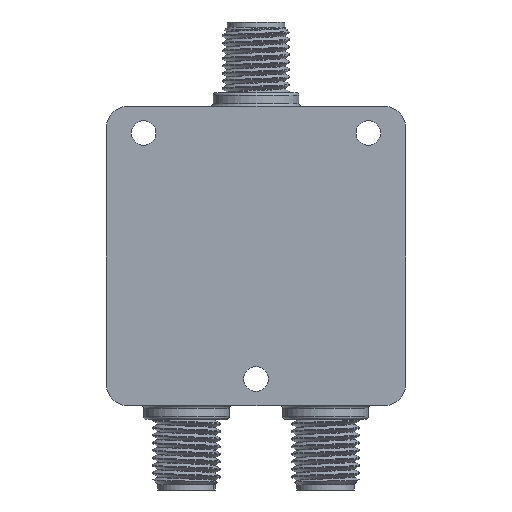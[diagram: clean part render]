
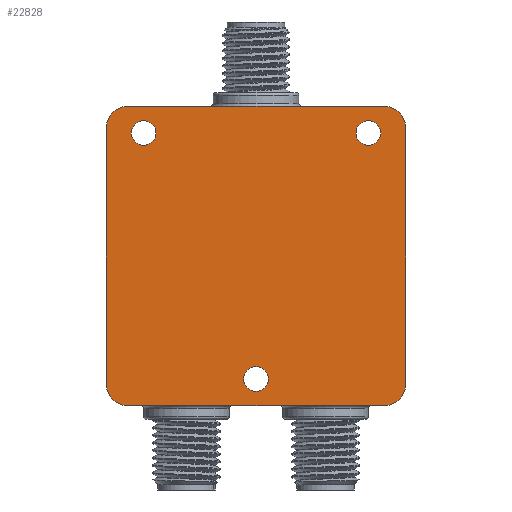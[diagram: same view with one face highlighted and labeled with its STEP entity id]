
A CAD part, front view. The second image highlights one B-rep face of the part: STEP entity #22828.
In plain terms, the highlighted planar face has unit normal (0, -1, 0).
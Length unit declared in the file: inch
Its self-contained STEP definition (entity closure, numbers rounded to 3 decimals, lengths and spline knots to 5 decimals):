
#188 = CARTESIAN_POINT ( 'NONE',  ( 0., -0.19685, -0.40776 ) ) ;
#364 = LINE ( 'NONE', #9261, #11462 ) ;
#800 = CIRCLE ( 'NONE', #4063, 0.045 ) ;
#913 = PLANE ( 'NONE',  #2599 ) ;
#989 = VERTEX_POINT ( 'NONE', #22216 ) ;
#1184 = AXIS2_PLACEMENT_3D ( 'NONE', #11254, #13137, #2326 ) ;
#1420 = CARTESIAN_POINT ( 'NONE',  ( 0.41339, -0.19685, 0.49776 ) ) ;
#1437 = CARTESIAN_POINT ( 'NONE',  ( 0., -0.19685, -0.45276 ) ) ;
#1540 = ORIENTED_EDGE ( 'NONE', *, *, #2307, .T. ) ;
#1858 = DIRECTION ( 'NONE',  ( 0., 1., 0. ) ) ;
#2089 = EDGE_CURVE ( 'NONE', #5555, #3833, #23386, .T. ) ;
#2307 = EDGE_CURVE ( 'NONE', #21472, #15464, #8909, .T. ) ;
#2326 = DIRECTION ( 'NONE',  ( 0., 0., -1. ) ) ;
#2342 = ORIENTED_EDGE ( 'NONE', *, *, #17052, .T. ) ;
#2371 = DIRECTION ( 'NONE',  ( 0., 0., -1. ) ) ;
#2426 = AXIS2_PLACEMENT_3D ( 'NONE', #12967, #12813, #13045 ) ;
#2512 = CARTESIAN_POINT ( 'NONE',  ( -0.41339, -0.19685, 0.45276 ) ) ;
#2527 = CARTESIAN_POINT ( 'NONE',  ( 0.41339, -0.19685, 0.40776 ) ) ;
#2599 = AXIS2_PLACEMENT_3D ( 'NONE', #6398, #6869, #14040 ) ;
#2878 = CARTESIAN_POINT ( 'NONE',  ( -0.47118, -0.19685, -0.47118 ) ) ;
#3067 = LINE ( 'NONE', #15331, #22129 ) ;
#3416 = EDGE_CURVE ( 'NONE', #13398, #17568, #12831, .T. ) ;
#3518 = DIRECTION ( 'NONE',  ( 0., 0., 1. ) ) ;
#3530 = ORIENTED_EDGE ( 'NONE', *, *, #17601, .F. ) ;
#3833 = VERTEX_POINT ( 'NONE', #10609 ) ;
#3952 = EDGE_CURVE ( 'NONE', #989, #16695, #20494, .T. ) ;
#4063 = AXIS2_PLACEMENT_3D ( 'NONE', #7096, #8938, #3518 ) ;
#4563 = ORIENTED_EDGE ( 'NONE', *, *, #3952, .T. ) ;
#4710 = EDGE_LOOP ( 'NONE', ( #17215, #6915 ) ) ;
#4871 = CARTESIAN_POINT ( 'NONE',  ( 0.41339, -0.19685, 0.45276 ) ) ;
#4877 = CARTESIAN_POINT ( 'NONE',  ( 0.41339, -0.19685, 0.45276 ) ) ;
#4891 = CARTESIAN_POINT ( 'NONE',  ( -0.47118, -0.19685, -0.55118 ) ) ;
#4935 = FACE_BOUND ( 'NONE', #21353, .T. ) ;
#5032 = DIRECTION ( 'NONE',  ( 0., 0., 1. ) ) ;
#5173 = VECTOR ( 'NONE', #16033, 39.37008 ) ;
#5302 = CARTESIAN_POINT ( 'NONE',  ( -0.55118, -0.19685, 0.55118 ) ) ;
#5555 = VERTEX_POINT ( 'NONE', #5576 ) ;
#5576 = CARTESIAN_POINT ( 'NONE',  ( -0.47118, -0.19685, 0.55118 ) ) ;
#5630 = CARTESIAN_POINT ( 'NONE',  ( -0.47118, -0.19685, 0.47118 ) ) ;
#5912 = AXIS2_PLACEMENT_3D ( 'NONE', #2878, #6612, #15677 ) ;
#6065 = FACE_BOUND ( 'NONE', #4710, .T. ) ;
#6116 = CARTESIAN_POINT ( 'NONE',  ( -0.55118, -0.19685, -0.47118 ) ) ;
#6372 = EDGE_LOOP ( 'NONE', ( #15779, #11094, #14618, #4563, #3530, #8089, #7481, #22559 ) ) ;
#6398 = CARTESIAN_POINT ( 'NONE',  ( 0., -0.19685, 0. ) ) ;
#6612 = DIRECTION ( 'NONE',  ( 0., -1., 0. ) ) ;
#6622 = EDGE_CURVE ( 'NONE', #17780, #14185, #16177, .T. ) ;
#6757 = AXIS2_PLACEMENT_3D ( 'NONE', #5630, #19874, #18196 ) ;
#6869 = DIRECTION ( 'NONE',  ( 0., -1., 0. ) ) ;
#6915 = ORIENTED_EDGE ( 'NONE', *, *, #22434, .T. ) ;
#6967 = CARTESIAN_POINT ( 'NONE',  ( -0.41339, -0.19685, 0.40776 ) ) ;
#7066 = AXIS2_PLACEMENT_3D ( 'NONE', #14660, #1858, #14574 ) ;
#7096 = CARTESIAN_POINT ( 'NONE',  ( -0.41339, -0.19685, 0.45276 ) ) ;
#7481 = ORIENTED_EDGE ( 'NONE', *, *, #2089, .F. ) ;
#7493 = ORIENTED_EDGE ( 'NONE', *, *, #10626, .T. ) ;
#7808 = CARTESIAN_POINT ( 'NONE',  ( 0.55118, -0.19685, 0.47118 ) ) ;
#8089 = ORIENTED_EDGE ( 'NONE', *, *, #16764, .T. ) ;
#8116 = VERTEX_POINT ( 'NONE', #4891 ) ;
#8298 = CARTESIAN_POINT ( 'NONE',  ( -0.41339, -0.19685, 0.49776 ) ) ;
#8379 = VERTEX_POINT ( 'NONE', #7808 ) ;
#8909 = CIRCLE ( 'NONE', #17347, 0.045 ) ;
#8938 = DIRECTION ( 'NONE',  ( 0., 1., 0. ) ) ;
#9260 = EDGE_CURVE ( 'NONE', #5555, #17568, #15839, .T. ) ;
#9261 = CARTESIAN_POINT ( 'NONE',  ( -0.55118, -0.19685, -0.55118 ) ) ;
#9411 = DIRECTION ( 'NONE',  ( -1., 0., 0. ) ) ;
#9639 = CARTESIAN_POINT ( 'NONE',  ( -0.55118, -0.19685, 0.47118 ) ) ;
#10609 = CARTESIAN_POINT ( 'NONE',  ( 0.47118, -0.19685, 0.55118 ) ) ;
#10626 = EDGE_CURVE ( 'NONE', #18826, #12486, #16509, .T. ) ;
#11094 = ORIENTED_EDGE ( 'NONE', *, *, #18418, .T. ) ;
#11254 = CARTESIAN_POINT ( 'NONE',  ( 0.47118, -0.19685, 0.47118 ) ) ;
#11462 = VECTOR ( 'NONE', #9411, 39.37008 ) ;
#11603 = EDGE_CURVE ( 'NONE', #989, #8116, #364, .T. ) ;
#11864 = ORIENTED_EDGE ( 'NONE', *, *, #13044, .T. ) ;
#12486 = VERTEX_POINT ( 'NONE', #188 ) ;
#12813 = DIRECTION ( 'NONE',  ( 0., -1., 0. ) ) ;
#12831 = LINE ( 'NONE', #5302, #5173 ) ;
#12967 = CARTESIAN_POINT ( 'NONE',  ( 0.47118, -0.19685, -0.47118 ) ) ;
#13044 = EDGE_CURVE ( 'NONE', #12486, #18826, #18536, .T. ) ;
#13045 = DIRECTION ( 'NONE',  ( 0., 0., -1. ) ) ;
#13137 = DIRECTION ( 'NONE',  ( 0., -1., 0. ) ) ;
#13143 = VECTOR ( 'NONE', #21570, 39.37008 ) ;
#13398 = VERTEX_POINT ( 'NONE', #6116 ) ;
#13694 = DIRECTION ( 'NONE',  ( 0., 0., 1. ) ) ;
#13865 = DIRECTION ( 'NONE',  ( 0., 1., 0. ) ) ;
#14040 = DIRECTION ( 'NONE',  ( 0., 0., -1. ) ) ;
#14078 = AXIS2_PLACEMENT_3D ( 'NONE', #1437, #23540, #5032 ) ;
#14185 = VERTEX_POINT ( 'NONE', #2527 ) ;
#14243 = CARTESIAN_POINT ( 'NONE',  ( -0.55118, -0.19685, 0.55118 ) ) ;
#14450 = CIRCLE ( 'NONE', #1184, 0.08 ) ;
#14574 = DIRECTION ( 'NONE',  ( 0., 0., 1. ) ) ;
#14618 = ORIENTED_EDGE ( 'NONE', *, *, #11603, .F. ) ;
#14660 = CARTESIAN_POINT ( 'NONE',  ( 0., -0.19685, -0.45276 ) ) ;
#14776 = AXIS2_PLACEMENT_3D ( 'NONE', #4877, #17527, #21415 ) ;
#14954 = EDGE_LOOP ( 'NONE', ( #1540, #2342 ) ) ;
#15331 = CARTESIAN_POINT ( 'NONE',  ( 0.55118, -0.19685, 0.55118 ) ) ;
#15464 = VERTEX_POINT ( 'NONE', #6967 ) ;
#15677 = DIRECTION ( 'NONE',  ( 0., 0., -1. ) ) ;
#15779 = ORIENTED_EDGE ( 'NONE', *, *, #3416, .F. ) ;
#15839 = CIRCLE ( 'NONE', #6757, 0.08 ) ;
#16012 = CIRCLE ( 'NONE', #14776, 0.045 ) ;
#16033 = DIRECTION ( 'NONE',  ( 0., 0., 1. ) ) ;
#16177 = CIRCLE ( 'NONE', #16766, 0.045 ) ;
#16509 = CIRCLE ( 'NONE', #7066, 0.045 ) ;
#16695 = VERTEX_POINT ( 'NONE', #20221 ) ;
#16764 = EDGE_CURVE ( 'NONE', #8379, #3833, #14450, .T. ) ;
#16766 = AXIS2_PLACEMENT_3D ( 'NONE', #4871, #13865, #13694 ) ;
#17052 = EDGE_CURVE ( 'NONE', #15464, #21472, #800, .T. ) ;
#17152 = FACE_BOUND ( 'NONE', #14954, .T. ) ;
#17215 = ORIENTED_EDGE ( 'NONE', *, *, #6622, .T. ) ;
#17347 = AXIS2_PLACEMENT_3D ( 'NONE', #2512, #17469, #17559 ) ;
#17469 = DIRECTION ( 'NONE',  ( 0., 1., 0. ) ) ;
#17527 = DIRECTION ( 'NONE',  ( 0., 1., 0. ) ) ;
#17559 = DIRECTION ( 'NONE',  ( 0., 0., 1. ) ) ;
#17568 = VERTEX_POINT ( 'NONE', #9639 ) ;
#17601 = EDGE_CURVE ( 'NONE', #8379, #16695, #3067, .T. ) ;
#17780 = VERTEX_POINT ( 'NONE', #1420 ) ;
#18196 = DIRECTION ( 'NONE',  ( 0., 0., -1. ) ) ;
#18418 = EDGE_CURVE ( 'NONE', #13398, #8116, #22978, .T. ) ;
#18536 = CIRCLE ( 'NONE', #14078, 0.045 ) ;
#18826 = VERTEX_POINT ( 'NONE', #22337 ) ;
#19874 = DIRECTION ( 'NONE',  ( 0., -1., 0. ) ) ;
#20221 = CARTESIAN_POINT ( 'NONE',  ( 0.55118, -0.19685, -0.47118 ) ) ;
#20494 = CIRCLE ( 'NONE', #2426, 0.08 ) ;
#21353 = EDGE_LOOP ( 'NONE', ( #11864, #7493 ) ) ;
#21415 = DIRECTION ( 'NONE',  ( 0., 0., 1. ) ) ;
#21472 = VERTEX_POINT ( 'NONE', #8298 ) ;
#21570 = DIRECTION ( 'NONE',  ( 1., 0., 0. ) ) ;
#22129 = VECTOR ( 'NONE', #2371, 39.37008 ) ;
#22216 = CARTESIAN_POINT ( 'NONE',  ( 0.47118, -0.19685, -0.55118 ) ) ;
#22337 = CARTESIAN_POINT ( 'NONE',  ( 0., -0.19685, -0.49776 ) ) ;
#22434 = EDGE_CURVE ( 'NONE', #14185, #17780, #16012, .T. ) ;
#22559 = ORIENTED_EDGE ( 'NONE', *, *, #9260, .T. ) ;
#22828 = ADVANCED_FACE ( 'NONE', ( #4935, #17152, #6065, #22875 ), #913, .T. ) ;
#22875 = FACE_OUTER_BOUND ( 'NONE', #6372, .T. ) ;
#22978 = CIRCLE ( 'NONE', #5912, 0.08 ) ;
#23386 = LINE ( 'NONE', #14243, #13143 ) ;
#23540 = DIRECTION ( 'NONE',  ( 0., 1., 0. ) ) ;
